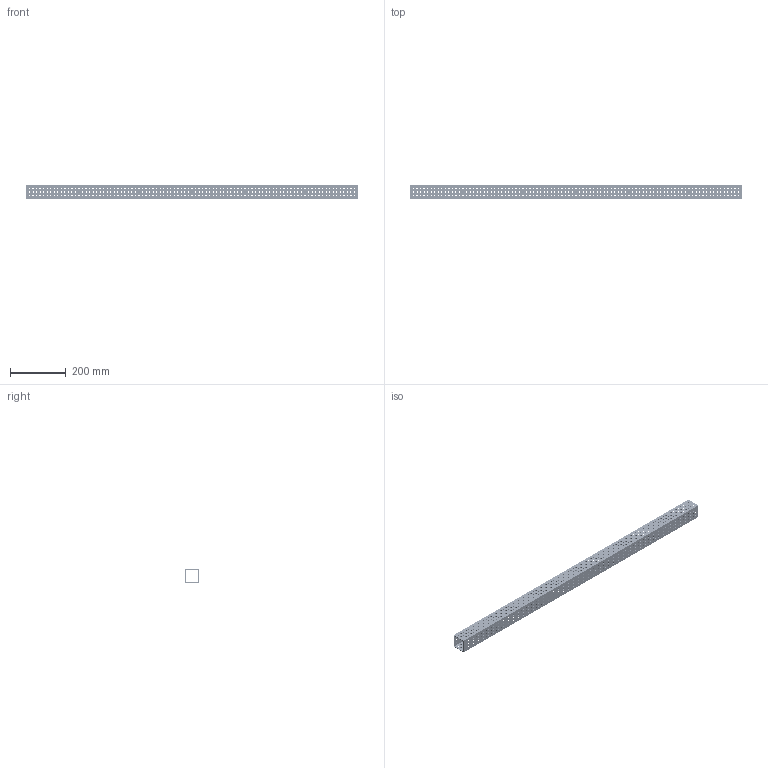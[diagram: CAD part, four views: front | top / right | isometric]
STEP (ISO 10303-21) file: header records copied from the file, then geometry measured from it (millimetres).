
FILE_DESCRIPTION (( 'STEP AP214' ), '1' );
FILE_NAME ('WCP-1587.step', '2025-02-12T22:29:01', ( '' ), ( '' ), 'SwSTEP 2.0', 'SolidWorks 2022', '' );
FILE_SCHEMA (( 'AUTOMOTIVE_DESIGN' ));
Length unit declared in the file: inch
Products named in the file (1): WCP-1587
Bounding box: 1193.8 x 50.8 x 50.8 mm (x, y, z)
Volume: 498837.4 mm3; surface area: 461456.6 mm2
Topology: 1 solids, 1 shells, 2242 faces, 6720 edges, 4480 vertices
Faces by surface type: cylinder 2232, plane 10
Entity records: 82916 total; most frequent: DIRECTION 15670, CARTESIAN_POINT 13443, ORIENTED_EDGE 13440, EDGE_CURVE 6720, AXIS2_PLACEMENT_3D 6707, VERTEX_POINT 4480, EDGE_LOOP 4476, CIRCLE 4464
